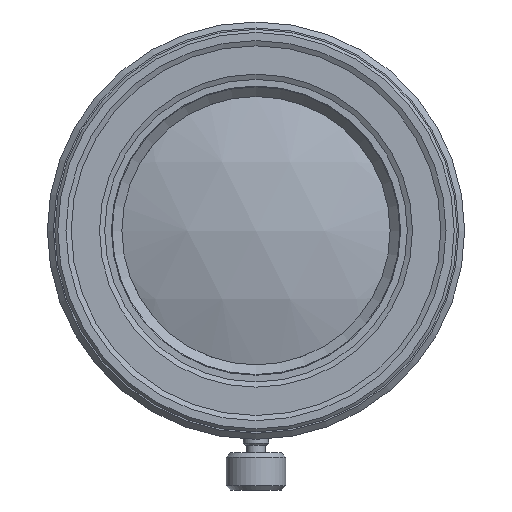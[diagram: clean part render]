
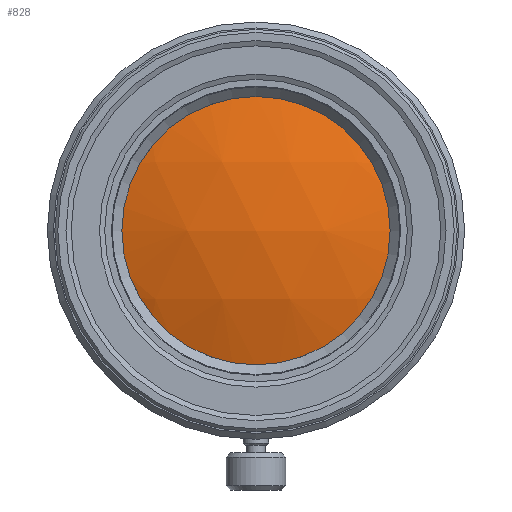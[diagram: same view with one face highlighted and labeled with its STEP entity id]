
A CAD part, left-side view. The second image highlights one B-rep face of the part: STEP entity #828.
In plain terms, the highlighted spherical face has radius 26.088 mm.
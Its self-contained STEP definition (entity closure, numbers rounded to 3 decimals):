
#16=SPHERICAL_SURFACE('',#975,26.088);
#117=FACE_OUTER_BOUND('',#178,.T.);
#178=EDGE_LOOP('',(#735));
#301=CIRCLE('',#885,9.05);
#373=VERTEX_POINT('',#1370);
#450=EDGE_CURVE('',#373,#373,#301,.T.);
#735=ORIENTED_EDGE('',*,*,#450,.T.);
#828=ADVANCED_FACE('',(#117),#16,.T.);
#885=AXIS2_PLACEMENT_3D('',#1372,#1043,#1044);
#975=AXIS2_PLACEMENT_3D('',#1550,#1257,#1258);
#1043=DIRECTION('center_axis',(-1.,0.,0.));
#1044=DIRECTION('ref_axis',(0.,0.,1.));
#1257=DIRECTION('center_axis',(0.,0.,-1.));
#1258=DIRECTION('ref_axis',(0.,1.,0.));
#1370=CARTESIAN_POINT('',(4.962,0.,9.05));
#1372=CARTESIAN_POINT('Origin',(4.962,0.,0.));
#1550=CARTESIAN_POINT('Origin',(29.43,0.,0.));
